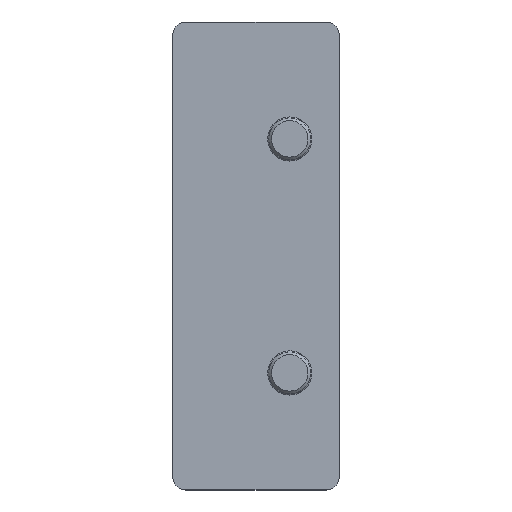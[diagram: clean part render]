
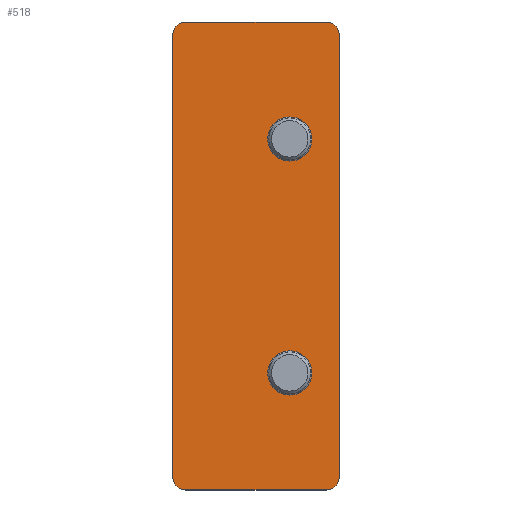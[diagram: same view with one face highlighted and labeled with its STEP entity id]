
A CAD part, top view. The second image highlights one B-rep face of the part: STEP entity #518.
In plain terms, the highlighted planar face has unit normal (0, 0, 1).
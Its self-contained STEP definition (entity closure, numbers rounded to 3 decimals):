
#42=LINE('',#871,#83);
#48=LINE('',#892,#89);
#52=LINE('',#903,#93);
#53=LINE('',#905,#94);
#83=VECTOR('',#706,10.);
#89=VECTOR('',#726,10.);
#93=VECTOR('',#740,10.);
#94=VECTOR('',#743,10.);
#130=FACE_BOUND('',#185,.T.);
#131=FACE_BOUND('',#186,.T.);
#149=FACE_OUTER_BOUND('',#184,.T.);
#184=EDGE_LOOP('',(#409,#410,#411,#412,#413,#414,#415,#416));
#185=EDGE_LOOP('',(#417));
#186=EDGE_LOOP('',(#418));
#207=CIRCLE('',#601,4.25);
#211=CIRCLE('',#608,4.25);
#212=CIRCLE('',#610,2.5);
#217=CIRCLE('',#618,2.5);
#218=CIRCLE('',#621,2.5);
#219=CIRCLE('',#623,2.5);
#235=VERTEX_POINT('',#841);
#239=VERTEX_POINT('',#854);
#240=VERTEX_POINT('',#858);
#241=VERTEX_POINT('',#859);
#245=VERTEX_POINT('',#869);
#251=VERTEX_POINT('',#885);
#252=VERTEX_POINT('',#886);
#253=VERTEX_POINT('',#891);
#254=VERTEX_POINT('',#895);
#255=VERTEX_POINT('',#899);
#283=EDGE_CURVE('',#235,#235,#207,.T.);
#289=EDGE_CURVE('',#239,#239,#211,.T.);
#290=EDGE_CURVE('',#240,#241,#212,.T.);
#296=EDGE_CURVE('',#245,#240,#42,.T.);
#303=EDGE_CURVE('',#251,#252,#217,.T.);
#306=EDGE_CURVE('',#252,#253,#48,.T.);
#308=EDGE_CURVE('',#253,#254,#218,.T.);
#310=EDGE_CURVE('',#255,#245,#219,.T.);
#312=EDGE_CURVE('',#254,#255,#52,.T.);
#313=EDGE_CURVE('',#241,#251,#53,.T.);
#409=ORIENTED_EDGE('',*,*,#290,.F.);
#410=ORIENTED_EDGE('',*,*,#296,.F.);
#411=ORIENTED_EDGE('',*,*,#310,.F.);
#412=ORIENTED_EDGE('',*,*,#312,.F.);
#413=ORIENTED_EDGE('',*,*,#308,.F.);
#414=ORIENTED_EDGE('',*,*,#306,.F.);
#415=ORIENTED_EDGE('',*,*,#303,.F.);
#416=ORIENTED_EDGE('',*,*,#313,.F.);
#417=ORIENTED_EDGE('',*,*,#283,.T.);
#418=ORIENTED_EDGE('',*,*,#289,.T.);
#492=PLANE('',#626);
#518=ADVANCED_FACE('',(#149,#130,#131),#492,.T.);
#601=AXIS2_PLACEMENT_3D('',#843,#676,#677);
#608=AXIS2_PLACEMENT_3D('',#856,#692,#693);
#610=AXIS2_PLACEMENT_3D('',#860,#696,#697);
#618=AXIS2_PLACEMENT_3D('',#887,#720,#721);
#621=AXIS2_PLACEMENT_3D('',#896,#730,#731);
#623=AXIS2_PLACEMENT_3D('',#900,#735,#736);
#626=AXIS2_PLACEMENT_3D('',#906,#744,#745);
#676=DIRECTION('center_axis',(0.,0.,-1.));
#677=DIRECTION('ref_axis',(-1.,0.,0.));
#692=DIRECTION('center_axis',(0.,0.,-1.));
#693=DIRECTION('ref_axis',(-1.,0.,0.));
#696=DIRECTION('center_axis',(0.,0.,-1.));
#697=DIRECTION('ref_axis',(-0.707,-0.707,0.));
#706=DIRECTION('',(-1.,0.,0.));
#720=DIRECTION('center_axis',(0.,0.,-1.));
#721=DIRECTION('ref_axis',(-0.707,0.707,0.));
#726=DIRECTION('',(1.,0.,0.));
#730=DIRECTION('center_axis',(0.,0.,-1.));
#731=DIRECTION('ref_axis',(0.707,0.707,0.));
#735=DIRECTION('center_axis',(0.,0.,-1.));
#736=DIRECTION('ref_axis',(0.707,-0.707,0.));
#740=DIRECTION('',(0.,-1.,0.));
#743=DIRECTION('',(0.,1.,0.));
#744=DIRECTION('center_axis',(0.,0.,1.));
#745=DIRECTION('ref_axis',(1.,0.,0.));
#841=CARTESIAN_POINT('',(10.75,-22.5,3.));
#843=CARTESIAN_POINT('Origin',(6.5,-22.5,3.));
#854=CARTESIAN_POINT('',(10.75,22.5,3.));
#856=CARTESIAN_POINT('Origin',(6.5,22.5,3.));
#858=CARTESIAN_POINT('',(-13.5,-45.,3.));
#859=CARTESIAN_POINT('',(-16.,-42.5,3.));
#860=CARTESIAN_POINT('Origin',(-13.5,-42.5,3.));
#869=CARTESIAN_POINT('',(13.5,-45.,3.));
#871=CARTESIAN_POINT('',(16.,-45.,3.));
#885=CARTESIAN_POINT('',(-16.,42.5,3.));
#886=CARTESIAN_POINT('',(-13.5,45.,3.));
#887=CARTESIAN_POINT('Origin',(-13.5,42.5,3.));
#891=CARTESIAN_POINT('',(13.5,45.,3.));
#892=CARTESIAN_POINT('',(-16.,45.,3.));
#895=CARTESIAN_POINT('',(16.,42.5,3.));
#896=CARTESIAN_POINT('Origin',(13.5,42.5,3.));
#899=CARTESIAN_POINT('',(16.,-42.5,3.));
#900=CARTESIAN_POINT('Origin',(13.5,-42.5,3.));
#903=CARTESIAN_POINT('',(16.,45.,3.));
#905=CARTESIAN_POINT('',(-16.,-45.,3.));
#906=CARTESIAN_POINT('Origin',(0.,0.,
3.));
